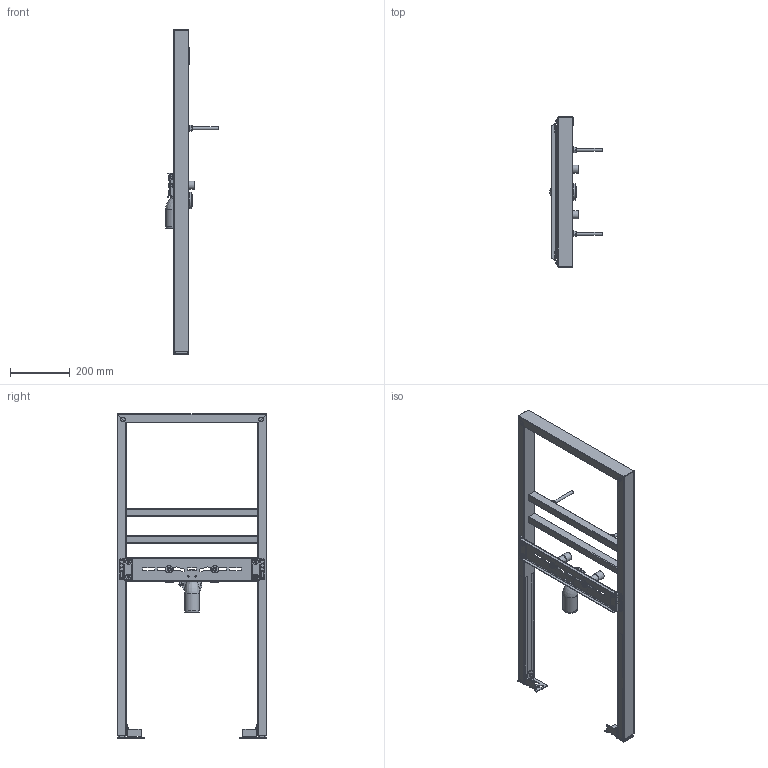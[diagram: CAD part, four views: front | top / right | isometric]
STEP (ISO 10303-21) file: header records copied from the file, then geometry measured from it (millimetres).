
FILE_DESCRIPTION(/* description */ ('Unknown'),/* implementation_level */ '2;1');
FILE_NAME(/* name */ '38554001',/* time_stamp */ '2022-09-07T14:14:03+02:00',/* author */ ('Unknown'),/* organization */ ('GROHE AG'),/* preprocessor_version */ 'ST-DEVELOPER v16.7',/* originating_system */ 'DEX',/* authorisation */ $);
FILE_SCHEMA (('AUTOMOTIVE_DESIGN {1 0 10303 214 3 1 1}'));
Length unit declared in the file: millimetre
Products named in the file (3): 38554001; id81
Assembly tree (2 placements, depth 2):
  38554001
    38554001
    id81
Bounding box: 176.5 x 500 x 1085 mm (x, y, z)
Volume: 87006.3 mm3; surface area: 1128103.7 mm2
Topology: 1 solids, 92 shells, 574 faces, 2770 edges, 2246 vertices
Faces by surface type: plane 383, cylinder 142, cone 31, torus 10, bspline 5, sphere 3
Full cylindrical faces by diameter (mm): 4.46 x1, 4.5 x2, 4.8 x6, 5 x4, 8.8 x4, 9.3 x1, 10 x2, 12 x6, 16 x3, 18 x4, 20 x2, 24 x2, 25 x4, 27 x4, 30 x2, 35 x1, 38 x1, 50 x1, 54 x1, 56 x2
Entity records: 27257 total; most frequent: CARTESIAN_POINT 7128, ORIENTED_EDGE 3637, DIRECTION 3249, EDGE_CURVE 2662, VERTEX_POINT 2218, LINE 1115, VECTOR 1115, AXIS2_PLACEMENT_3D 1067
